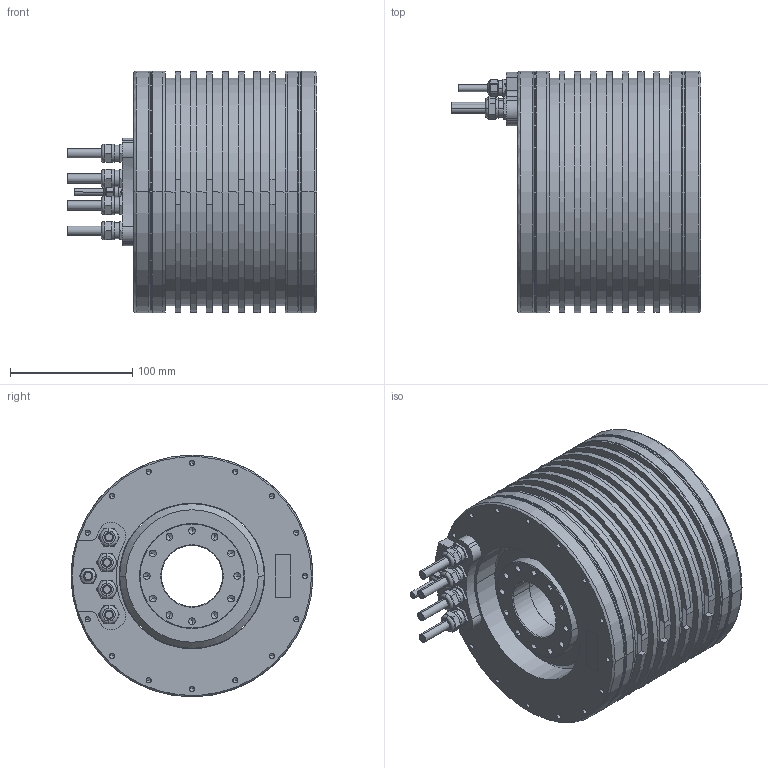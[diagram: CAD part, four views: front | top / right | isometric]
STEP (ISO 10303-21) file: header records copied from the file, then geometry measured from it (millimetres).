
FILE_DESCRIPTION((''),'2;1');
FILE_NAME('MOTEUR_TMK0175-100-3XBS_ASM','2013-03-06T',('ch52174'),(''),'PRO/ENGINEER BY PARAMETRIC TECHNOLOGY CORPORATION, 2011410','PRO/ENGINEER BY PARAMETRIC TECHNOLOGY CORPORATION, 2011410','');
FILE_SCHEMA(('CONFIG_CONTROL_DESIGN','SHAPE_APPEARANCE_LAYERS_GROUPS'));
Length unit declared in the file: millimetre
Products named in the file (3): STATOR_TMK0175-100-3XBS_1_1_1_1; ROTOR_TMK0175-100_1; MOTEUR_TMK0175-100-3XBS_ASM
Assembly tree (2 placements, depth 2):
  MOTEUR_TMK0175-100-3XBS_ASM
    STATOR_TMK0175-100-3XBS_1_1_1_1
    ROTOR_TMK0175-100_1
Bounding box: 204.6 x 198 x 198 mm (x, y, z)
Volume: 3849551.5 mm3; surface area: 354986.3 mm2
Topology: 2 solids, 7 shells, 627 faces, 1569 edges, 963 vertices
Faces by surface type: cylinder 252, plane 211, cone 134, torus 30
Entity records: 18735 total; most frequent: DIRECTION 3495, CARTESIAN_POINT 3139, ORIENTED_EDGE 2966, EDGE_CURVE 1483, AXIS2_PLACEMENT_3D 1392, VERTEX_POINT 963, CIRCLE 760, EDGE_LOOP 732
